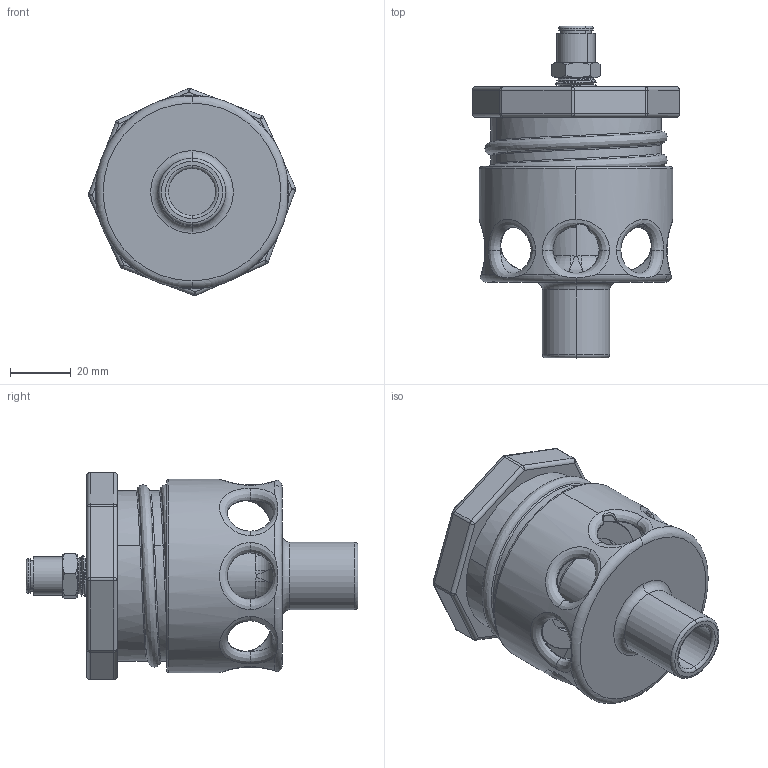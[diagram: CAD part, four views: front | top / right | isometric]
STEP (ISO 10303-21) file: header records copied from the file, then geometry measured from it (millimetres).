
FILE_DESCRIPTION (( 'STEP AP214' ), '1' );
FILE_NAME ('3D_PRINTABLE_PEEP_VALVE.STEP', '2020-05-17T20:56:49', ( '' ), ( '' ), 'SwSTEP 2.0', 'SolidWorks 2019', '' );
FILE_SCHEMA (( 'AUTOMOTIVE_DESIGN' ));
Length unit declared in the file: inch
Products named in the file (6): 3D_PRINTABLE_PEEP_VALVE; PEEP_VALVE_LOWER_CUP; PEEP_VALVE_DIAPHRAGM_CUP; DIAPHRAGM_RETAINER_RING; PUSH_CONNECT_8MM_0.25_NPTM_5225K715; PEEP_VALVE_DIAPHRAGM
Assembly tree (5 placements, depth 2):
  3D_PRINTABLE_PEEP_VALVE
    PEEP_VALVE_LOWER_CUP
    PEEP_VALVE_DIAPHRAGM_CUP
    PEEP_VALVE_DIAPHRAGM
    DIAPHRAGM_RETAINER_RING
    PUSH_CONNECT_8MM_0.25_NPTM_5225K715
Bounding box: 68.49 x 109.64 x 68.49 mm (x, y, z)
Volume: 97952 mm3; surface area: 52151.9 mm2
Topology: 5 solids, 5 shells, 399 faces, 998 edges, 585 vertices
Faces by surface type: bspline 126, cylinder 118, plane 48, torus 45, cone 42, sphere 20
Entity records: 30945 total; most frequent: CARTESIAN_POINT 22334, ORIENTED_EDGE 1958, DIRECTION 1497, EDGE_CURVE 979, AXIS2_PLACEMENT_3D 655, VERTEX_POINT 583, B_SPLINE_CURVE_WITH_KNOTS 416, EDGE_LOOP 416
